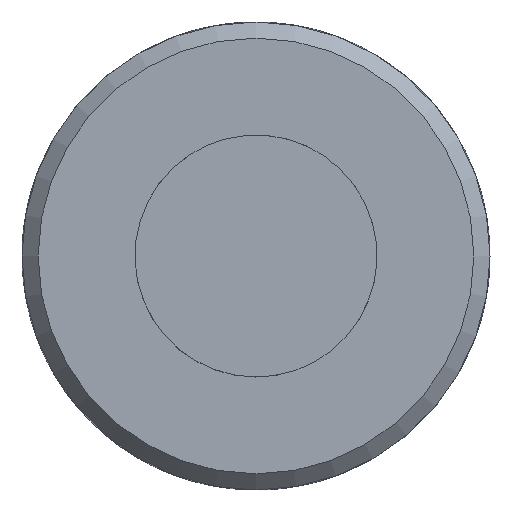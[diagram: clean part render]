
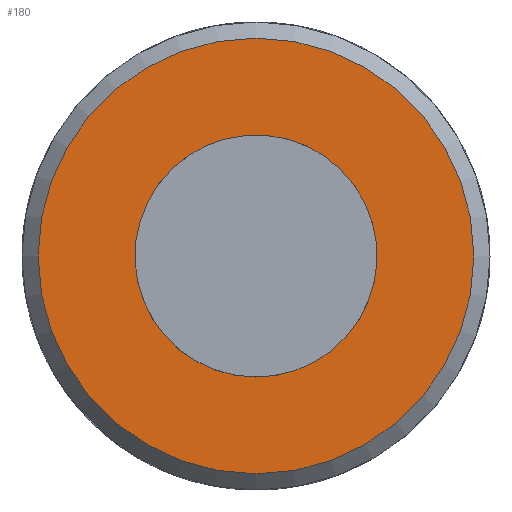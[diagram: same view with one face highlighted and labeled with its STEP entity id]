
A CAD part, left-side view. The second image highlights one B-rep face of the part: STEP entity #180.
In plain terms, the highlighted planar face has unit normal (-1, 0, 0).
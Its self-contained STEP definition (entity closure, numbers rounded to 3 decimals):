
#180 = ADVANCED_FACE( '', ( #347, #348 ), #349, .F. );
#347 = FACE_OUTER_BOUND( '', #495, .T. );
#348 = FACE_BOUND( '', #496, .T. );
#349 = PLANE( '', #497 );
#495 = EDGE_LOOP( '', ( #762 ) );
#496 = EDGE_LOOP( '', ( #763 ) );
#497 = AXIS2_PLACEMENT_3D( '', #764, #765, #766 );
#762 = ORIENTED_EDGE( '', *, *, #876, .F. );
#763 = ORIENTED_EDGE( '', *, *, #869, .T. );
#764 = CARTESIAN_POINT( '', ( 0., 0., 0. ) );
#765 = DIRECTION( '', ( 1., 0., 0. ) );
#766 = DIRECTION( '', ( 0., 0., -1. ) );
#869 = EDGE_CURVE( '', #1013, #1013, #1014, .T. );
#876 = EDGE_CURVE( '', #1021, #1021, #1022, .T. );
#1013 = VERTEX_POINT( '', #1627 );
#1014 = CIRCLE( '', #1628, 15. );
#1021 = VERTEX_POINT( '', #1637 );
#1022 = CIRCLE( '', #1638, 27. );
#1627 = CARTESIAN_POINT( '', ( 0., 0., -15. ) );
#1628 = AXIS2_PLACEMENT_3D( '', #1737, #1738, #1739 );
#1637 = CARTESIAN_POINT( '', ( 0., 0., -27. ) );
#1638 = AXIS2_PLACEMENT_3D( '', #1742, #1743, #1744 );
#1737 = CARTESIAN_POINT( '', ( 0., 0., 0. ) );
#1738 = DIRECTION( '', ( 1., 0., 0. ) );
#1739 = DIRECTION( '', ( 0., 0., -1. ) );
#1742 = CARTESIAN_POINT( '', ( 0., 0., 0. ) );
#1743 = DIRECTION( '', ( 1., 0., 0. ) );
#1744 = DIRECTION( '', ( 0., 0., -1. ) );
